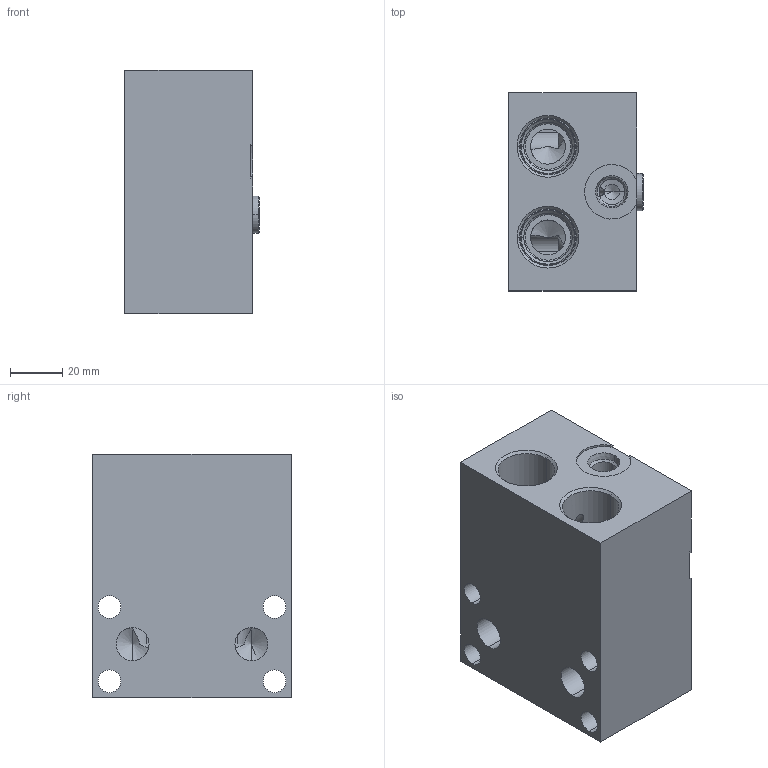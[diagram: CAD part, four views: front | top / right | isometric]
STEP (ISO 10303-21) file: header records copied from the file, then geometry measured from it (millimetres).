
FILE_DESCRIPTION((''),'2;1');
FILE_NAME('WBK_ASM','2020-11-30T',('ProEService'),(''),'PRO/ENGINEER BY PARAMETRIC TECHNOLOGY CORPORATION, 2014200','PRO/ENGINEER BY PARAMETRIC TECHNOLOGY CORPORATION, 2014200','');
FILE_SCHEMA(('CONFIG_CONTROL_DESIGN'));
Length unit declared in the file: inch
Products named in the file (4): 152-854; A330-006-004; CSZNXXN; WBK_ASM
Assembly tree (3 placements, depth 2):
  WBK_ASM
    152-854
    A330-006-004
    CSZNXXN
Bounding box: 51.74 x 76.2 x 93.68 mm (x, y, z)
Volume: 273066.1 mm3; surface area: 51306.8 mm2
Topology: 2 solids, 2 shells, 204 faces, 742 edges, 645 vertices
Faces by surface type: cylinder 84, cone 79, plane 31, sphere 6, torus 4
Entity records: 9023 total; most frequent: CARTESIAN_POINT 2888, DIRECTION 1303, ORIENTED_EDGE 1010, EDGE_CURVE 505, AXIS2_PLACEMENT_3D 440, VECTOR 423, LINE 423, VERTEX_POINT 311
